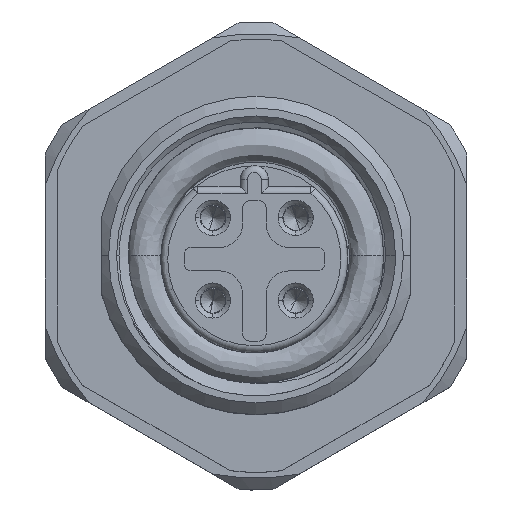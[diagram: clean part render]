
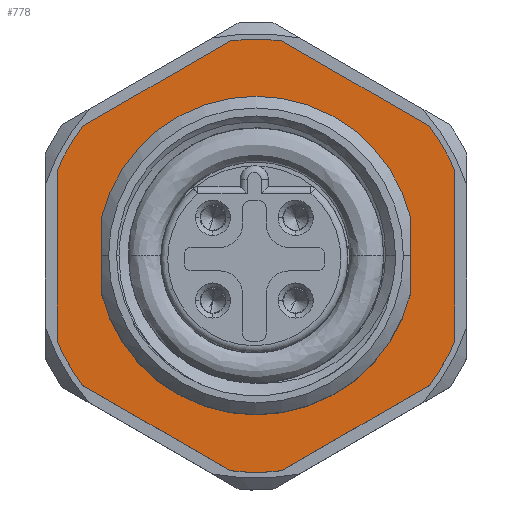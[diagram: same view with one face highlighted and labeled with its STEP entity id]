
A CAD part, top view. The second image highlights one B-rep face of the part: STEP entity #778.
In plain terms, the highlighted planar face has unit normal (0, 0, 1).
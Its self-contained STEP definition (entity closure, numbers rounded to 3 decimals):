
#298 = EDGE_CURVE ( 'NONE', #6733, #5558, #8685, .T. ) ;
#583 = EDGE_CURVE ( 'NONE', #20452, #11474, #13205, .T. ) ;
#685 = EDGE_CURVE ( 'NONE', #3015, #20452, #4058, .T. ) ;
#760 = CARTESIAN_POINT ( 'NONE',  ( -7.338, -5.376, -9.161 ) ) ;
#778 = ADVANCED_FACE ( 'NONE', ( #12479, #6100 ), #20832, .F. ) ;
#816 = VERTEX_POINT ( 'NONE', #14454 ) ;
#872 = VECTOR ( 'NONE', #4122, 1000. ) ;
#888 = EDGE_CURVE ( 'NONE', #21393, #6733, #15853, .T. ) ;
#1012 = CARTESIAN_POINT ( 'NONE',  ( 8.571, 9.411, -9.161 ) ) ;
#1109 = ORIENTED_EDGE ( 'NONE', *, *, #4523, .F. ) ;
#1511 = DIRECTION ( 'NONE',  ( 0., 0., -1. ) ) ;
#1751 = ORIENTED_EDGE ( 'NONE', *, *, #3845, .F. ) ;
#1770 = EDGE_CURVE ( 'NONE', #6824, #9252, #7235, .T. ) ;
#2031 = ORIENTED_EDGE ( 'NONE', *, *, #7137, .F. ) ;
#2075 = EDGE_CURVE ( 'NONE', #7776, #21393, #2860, .T. ) ;
#2082 = ORIENTED_EDGE ( 'NONE', *, *, #20779, .F. ) ;
#2121 = CIRCLE ( 'NONE', #14252, 9.25 ) ;
#2203 = DIRECTION ( 'NONE',  ( 0., 0., -1. ) ) ;
#2748 = DIRECTION ( 'NONE',  ( 0., 0., -1. ) ) ;
#2834 = EDGE_LOOP ( 'NONE', ( #2031, #1109, #7361, #13419, #7496, #18333, #3867, #20934, #13768, #17376, #12918, #1751 ) ) ;
#2842 = VECTOR ( 'NONE', #14129, 1000. ) ;
#2860 = CIRCLE ( 'NONE', #17734, 9.25 ) ;
#2964 = VERTEX_POINT ( 'NONE', #16891 ) ;
#3015 = VERTEX_POINT ( 'NONE', #8200 ) ;
#3378 = DIRECTION ( 'NONE',  ( 0., 0., -1. ) ) ;
#3589 = CARTESIAN_POINT ( 'NONE',  ( 0.071, 0.161, -9.161 ) ) ;
#3845 = EDGE_CURVE ( 'NONE', #18355, #2964, #15124, .T. ) ;
#3867 = ORIENTED_EDGE ( 'NONE', *, *, #12949, .F. ) ;
#4058 = LINE ( 'NONE', #5777, #2842 ) ;
#4122 = DIRECTION ( 'NONE',  ( 0.866, -0.5, 0. ) ) ;
#4148 = DIRECTION ( 'NONE',  ( 1., 0., 0. ) ) ;
#4222 = CARTESIAN_POINT ( 'NONE',  ( 1.162, 9.347, -9.161 ) ) ;
#4481 = DIRECTION ( 'NONE',  ( -1., 0., 0. ) ) ;
#4523 = EDGE_CURVE ( 'NONE', #15511, #13625, #2121, .T. ) ;
#4598 = VECTOR ( 'NONE', #20118, 1000. ) ;
#5070 = LINE ( 'NONE', #6788, #4598 ) ;
#5136 = CARTESIAN_POINT ( 'NONE',  ( -1.019, 9.347, -9.161 ) ) ;
#5351 = DIRECTION ( 'NONE',  ( 1., 0., 0. ) ) ;
#5558 = VERTEX_POINT ( 'NONE', #8827 ) ;
#5644 = VECTOR ( 'NONE', #19015, 1000. ) ;
#5777 = CARTESIAN_POINT ( 'NONE',  ( -1.019, -9.024, -9.161 ) ) ;
#5989 = CARTESIAN_POINT ( 'NONE',  ( 0.071, 9.411, -9.161 ) ) ;
#5991 = DIRECTION ( 'NONE',  ( 1., 0., 0. ) ) ;
#6100 = FACE_BOUND ( 'NONE', #9015, .T. ) ;
#6220 = CARTESIAN_POINT ( 'NONE',  ( -8.429, 3.81, -9.161 ) ) ;
#6302 = DIRECTION ( 'NONE',  ( 0., 0., 1. ) ) ;
#6362 = EDGE_CURVE ( 'NONE', #9932, #10256, #13410, .T. ) ;
#6404 = DIRECTION ( 'NONE',  ( 0., -1., 0. ) ) ;
#6733 = VERTEX_POINT ( 'NONE', #9791 ) ;
#6788 = CARTESIAN_POINT ( 'NONE',  ( 7.481, -5.376, -9.161 ) ) ;
#6824 = VERTEX_POINT ( 'NONE', #8488 ) ;
#6870 = CARTESIAN_POINT ( 'NONE',  ( -7.338, 5.698, -9.161 ) ) ;
#7137 = EDGE_CURVE ( 'NONE', #13625, #18355, #7415, .T. ) ;
#7235 = LINE ( 'NONE', #18827, #15991 ) ;
#7340 = DIRECTION ( 'NONE',  ( 0., 0., -1. ) ) ;
#7361 = ORIENTED_EDGE ( 'NONE', *, *, #9158, .F. ) ;
#7415 = LINE ( 'NONE', #14034, #5644 ) ;
#7496 = ORIENTED_EDGE ( 'NONE', *, *, #685, .F. ) ;
#7776 = VERTEX_POINT ( 'NONE', #12175 ) ;
#7817 = CARTESIAN_POINT ( 'NONE',  ( -6.529, 1.798, -9.161 ) ) ;
#7915 = ORIENTED_EDGE ( 'NONE', *, *, #6362, .T. ) ;
#7974 = DIRECTION ( 'NONE',  ( 0., 0., -1. ) ) ;
#8002 = AXIS2_PLACEMENT_3D ( 'NONE', #13174, #7974, #18072 ) ;
#8145 = AXIS2_PLACEMENT_3D ( 'NONE', #3589, #3378, #15185 ) ;
#8200 = CARTESIAN_POINT ( 'NONE',  ( -1.019, -9.024, -9.161 ) ) ;
#8322 = AXIS2_PLACEMENT_3D ( 'NONE', #5989, #20933, #4481 ) ;
#8488 = CARTESIAN_POINT ( 'NONE',  ( -6.529, -1.476, -9.161 ) ) ;
#8685 = CIRCLE ( 'NONE', #11115, 9.25 ) ;
#8827 = CARTESIAN_POINT ( 'NONE',  ( 7.481, -5.376, -9.161 ) ) ;
#9015 = EDGE_LOOP ( 'NONE', ( #18191, #7915, #2082, #10751 ) ) ;
#9045 = DIRECTION ( 'NONE',  ( 0., -1., 0. ) ) ;
#9089 = EDGE_CURVE ( 'NONE', #9932, #9252, #19923, .T. ) ;
#9158 = EDGE_CURVE ( 'NONE', #11474, #15511, #11936, .T. ) ;
#9252 = VERTEX_POINT ( 'NONE', #7817 ) ;
#9791 = CARTESIAN_POINT ( 'NONE',  ( 8.571, -3.488, -9.161 ) ) ;
#9932 = VERTEX_POINT ( 'NONE', #11744 ) ;
#10256 = VERTEX_POINT ( 'NONE', #14833 ) ;
#10555 = AXIS2_PLACEMENT_3D ( 'NONE', #12154, #13795, #4148 ) ;
#10751 = ORIENTED_EDGE ( 'NONE', *, *, #1770, .T. ) ;
#11115 = AXIS2_PLACEMENT_3D ( 'NONE', #20888, #7340, #16010 ) ;
#11474 = VERTEX_POINT ( 'NONE', #14742 ) ;
#11618 = VECTOR ( 'NONE', #12257, 1000. ) ;
#11744 = CARTESIAN_POINT ( 'NONE',  ( 6.671, 1.798, -9.161 ) ) ;
#11936 = LINE ( 'NONE', #20398, #11618 ) ;
#12154 = CARTESIAN_POINT ( 'NONE',  ( 0.071, 0.161, -9.161 ) ) ;
#12175 = CARTESIAN_POINT ( 'NONE',  ( 7.481, 5.698, -9.161 ) ) ;
#12257 = DIRECTION ( 'NONE',  ( 0., 1., 0. ) ) ;
#12373 = DIRECTION ( 'NONE',  ( 1., 0., 0. ) ) ;
#12479 = FACE_OUTER_BOUND ( 'NONE', #2834, .T. ) ;
#12551 = LINE ( 'NONE', #4222, #872 ) ;
#12683 = AXIS2_PLACEMENT_3D ( 'NONE', #17589, #6302, #5991 ) ;
#12918 = ORIENTED_EDGE ( 'NONE', *, *, #17224, .F. ) ;
#12949 = EDGE_CURVE ( 'NONE', #5558, #816, #5070, .T. ) ;
#13003 = CARTESIAN_POINT ( 'NONE',  ( 8.571, 3.81, -9.161 ) ) ;
#13174 = CARTESIAN_POINT ( 'NONE',  ( 0.071, 0.161, -9.161 ) ) ;
#13205 = CIRCLE ( 'NONE', #8002, 9.25 ) ;
#13374 = CARTESIAN_POINT ( 'NONE',  ( 0.071, 0.161, -9.161 ) ) ;
#13410 = LINE ( 'NONE', #14167, #16487 ) ;
#13419 = ORIENTED_EDGE ( 'NONE', *, *, #583, .F. ) ;
#13520 = DIRECTION ( 'NONE',  ( 0., 1., 0. ) ) ;
#13625 = VERTEX_POINT ( 'NONE', #6870 ) ;
#13768 = ORIENTED_EDGE ( 'NONE', *, *, #888, .F. ) ;
#13795 = DIRECTION ( 'NONE',  ( 0., 0., 1. ) ) ;
#13903 = CARTESIAN_POINT ( 'NONE',  ( 0.071, 0.161, -9.161 ) ) ;
#14034 = CARTESIAN_POINT ( 'NONE',  ( -7.338, 5.698, -9.161 ) ) ;
#14129 = DIRECTION ( 'NONE',  ( -0.866, 0.5, 0. ) ) ;
#14167 = CARTESIAN_POINT ( 'NONE',  ( 6.671, 11.929, -9.161 ) ) ;
#14252 = AXIS2_PLACEMENT_3D ( 'NONE', #13374, #2203, #5351 ) ;
#14454 = CARTESIAN_POINT ( 'NONE',  ( 1.162, -9.024, -9.161 ) ) ;
#14742 = CARTESIAN_POINT ( 'NONE',  ( -8.429, -3.488, -9.161 ) ) ;
#14833 = CARTESIAN_POINT ( 'NONE',  ( 6.671, -1.476, -9.161 ) ) ;
#15124 = CIRCLE ( 'NONE', #18924, 9.25 ) ;
#15185 = DIRECTION ( 'NONE',  ( 1., 0., 0. ) ) ;
#15511 = VERTEX_POINT ( 'NONE', #6220 ) ;
#15853 = LINE ( 'NONE', #1012, #17024 ) ;
#15991 = VECTOR ( 'NONE', #13520, 1000. ) ;
#16010 = DIRECTION ( 'NONE',  ( 1., 0., 0. ) ) ;
#16049 = DIRECTION ( 'NONE',  ( 1., 0., 0. ) ) ;
#16166 = CARTESIAN_POINT ( 'NONE',  ( 0.071, 0.161, -9.161 ) ) ;
#16487 = VECTOR ( 'NONE', #9045, 1000. ) ;
#16891 = CARTESIAN_POINT ( 'NONE',  ( 1.162, 9.347, -9.161 ) ) ;
#17024 = VECTOR ( 'NONE', #6404, 1000. ) ;
#17224 = EDGE_CURVE ( 'NONE', #2964, #7776, #12551, .T. ) ;
#17376 = ORIENTED_EDGE ( 'NONE', *, *, #2075, .F. ) ;
#17589 = CARTESIAN_POINT ( 'NONE',  ( 0.071, 0.161, -9.161 ) ) ;
#17734 = AXIS2_PLACEMENT_3D ( 'NONE', #13903, #2748, #12373 ) ;
#18072 = DIRECTION ( 'NONE',  ( 1., 0., 0. ) ) ;
#18191 = ORIENTED_EDGE ( 'NONE', *, *, #9089, .F. ) ;
#18333 = ORIENTED_EDGE ( 'NONE', *, *, #20134, .F. ) ;
#18355 = VERTEX_POINT ( 'NONE', #5136 ) ;
#18827 = CARTESIAN_POINT ( 'NONE',  ( -6.529, 11.929, -9.161 ) ) ;
#18924 = AXIS2_PLACEMENT_3D ( 'NONE', #16166, #1511, #16049 ) ;
#19015 = DIRECTION ( 'NONE',  ( 0.866, 0.5, 0. ) ) ;
#19923 = CIRCLE ( 'NONE', #10555, 6.8 ) ;
#19935 = CIRCLE ( 'NONE', #8145, 9.25 ) ;
#19950 = CIRCLE ( 'NONE', #12683, 6.8 ) ;
#20118 = DIRECTION ( 'NONE',  ( -0.866, -0.5, 0. ) ) ;
#20134 = EDGE_CURVE ( 'NONE', #816, #3015, #19935, .T. ) ;
#20398 = CARTESIAN_POINT ( 'NONE',  ( -8.429, 9.411, -9.161 ) ) ;
#20452 = VERTEX_POINT ( 'NONE', #760 ) ;
#20779 = EDGE_CURVE ( 'NONE', #6824, #10256, #19950, .T. ) ;
#20832 = PLANE ( 'NONE',  #8322 ) ;
#20888 = CARTESIAN_POINT ( 'NONE',  ( 0.071, 0.161, -9.161 ) ) ;
#20933 = DIRECTION ( 'NONE',  ( 0., 0., -1. ) ) ;
#20934 = ORIENTED_EDGE ( 'NONE', *, *, #298, .F. ) ;
#21393 = VERTEX_POINT ( 'NONE', #13003 ) ;
